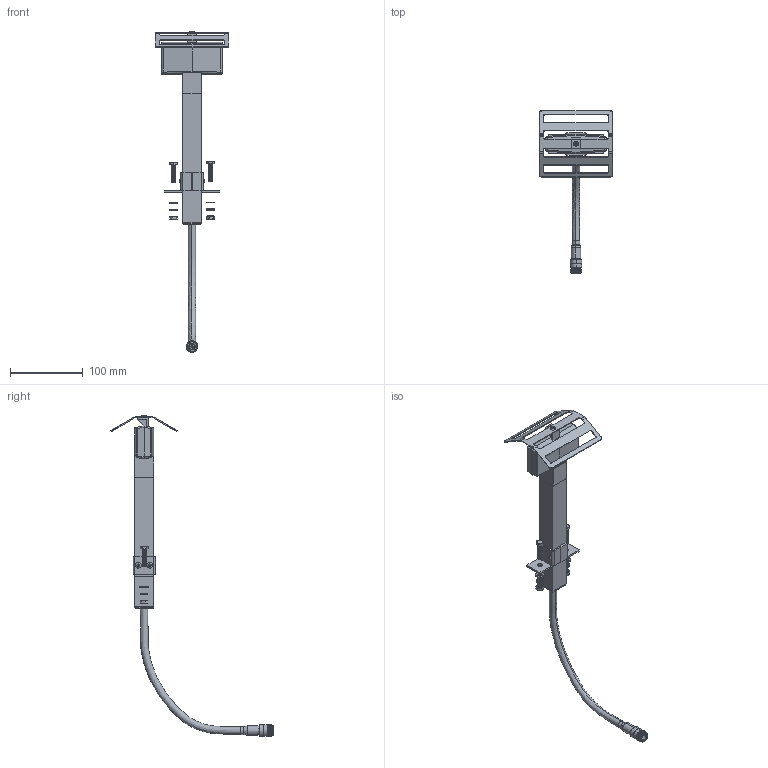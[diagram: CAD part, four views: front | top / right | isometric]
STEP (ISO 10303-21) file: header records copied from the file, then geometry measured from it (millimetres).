
FILE_DESCRIPTION (( 'STEP AP214' ), '1' );
FILE_NAME ('HGFH-215EG-NF.STEP', '2013-08-21T12:55:21', ( 'L-Com' ), ( 'L-Com Global Connectivity' ), 'SwSTEP 2.0', 'SolidWorks 2012', '' );
FILE_SCHEMA (( 'AUTOMOTIVE_DESIGN' ));
Length unit declared in the file: inch
Products named in the file (11): HEATSH-HEX_400Black; ANF-1406; ANF-1406_CENTERPIN; ANF-1406_BODY; HGFH-215EG-NF_COAX; Grid-2_FlatWasher; Grid-2_hexnut; Grid-2_LockWasher; .25-20x1.0 Bolt-hex; HGFH-215EG_Feed Horn; HGFH-215EG-NF
Assembly tree (14 placements, depth 3):
  HGFH-215EG-NF
    HGFH-215EG_Feed Horn
    .25-20x1.0 Bolt-hex  x2
    Grid-2_LockWasher  x2
    Grid-2_hexnut  x2
    Grid-2_FlatWasher  x2
    HGFH-215EG-NF_COAX
    ANF-1406
      ANF-1406_BODY
      ANF-1406_CENTERPIN
    HEATSH-HEX_400Black
Bounding box: 101.6 x 223.35 x 441.05 mm (x, y, z)
Volume: 158870.1 mm3; surface area: 92398.6 mm2
Topology: 16 solids, 17 shells, 749 faces, 1692 edges, 996 vertices
Faces by surface type: cone 316, plane 224, cylinder 145, torus 54, sphere 8, bspline 2
Entity records: 23039 total; most frequent: CARTESIAN_POINT 3637, DIRECTION 2886, ORIENTED_EDGE 2608, EDGE_CURVE 1304, AXIS2_PLACEMENT_3D 1100, VERTEX_POINT 786, LINE 686, VECTOR 686
